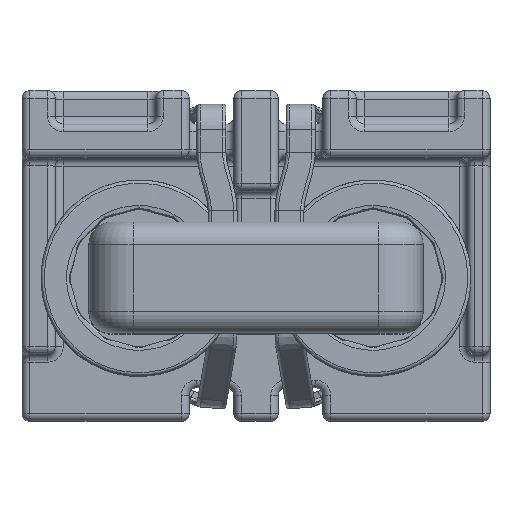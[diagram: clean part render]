
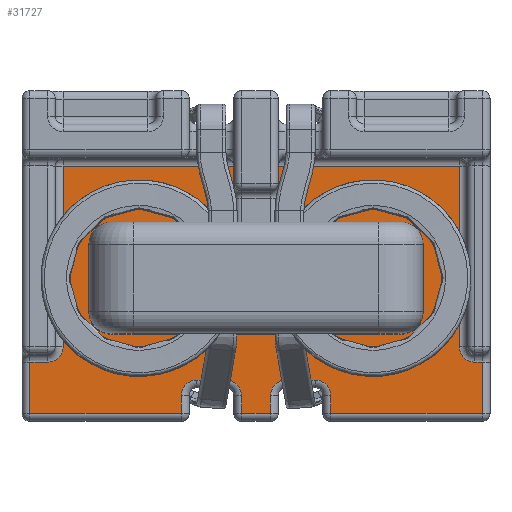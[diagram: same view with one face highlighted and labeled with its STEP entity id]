
A CAD part, top view. The second image highlights one B-rep face of the part: STEP entity #31727.
In plain terms, the highlighted planar face has unit normal (0, 0, 1).
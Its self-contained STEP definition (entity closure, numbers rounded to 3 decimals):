
#30446 = VERTEX_POINT('',#30447);
#30447 = CARTESIAN_POINT('',(-8.651,4.05,4.
    ));
#30454 = EDGE_CURVE('',#30446,#30455,#30457,.T.);
#30455 = VERTEX_POINT('',#30456);
#30456 = CARTESIAN_POINT('',(-8.651,-4.05,
    4.));
#30457 = LINE('',#30458,#30459);
#30458 = CARTESIAN_POINT('',(-8.651,-4.4,
    4.));
#30459 = VECTOR('',#30460,1.);
#30460 = DIRECTION('',(0.,-1.,0.));
#31626 = VERTEX_POINT('',#31627);
#31627 = CARTESIAN_POINT('',(-0.651,-6.25,
    4.));
#31636 = VERTEX_POINT('',#31637);
#31637 = CARTESIAN_POINT('',(-0.651,-7.05,
    4.));
#31644 = EDGE_CURVE('',#31626,#31636,#31645,.T.);
#31645 = LINE('',#31646,#31647);
#31646 = CARTESIAN_POINT('',(-0.651,0.,4.));
#31647 = VECTOR('',#31648,1.);
#31648 = DIRECTION('',(-0.,-1.,-0.));
#31727 = ADVANCED_FACE('',(#31728),#31894,.T.);
#31728 = FACE_BOUND('',#31729,.T.);
#31729 = EDGE_LOOP('',(#31730,#31741,#31749,#31758,#31766,#31774,#31782,
    #31790,#31799,#31807,#31813,#31814,#31823,#31831,#31839,#31847,
    #31855,#31864,#31872,#31879,#31880,#31888));
#31730 = ORIENTED_EDGE('',*,*,#31731,.F.);
#31731 = EDGE_CURVE('',#31732,#31734,#31736,.T.);
#31732 = VERTEX_POINT('',#31733);
#31733 = CARTESIAN_POINT('',(1.349,-5.55,
    4.));
#31734 = VERTEX_POINT('',#31735);
#31735 = CARTESIAN_POINT('',(0.649,-6.25,
    4.));
#31736 = CIRCLE('',#31737,0.7);
#31737 = AXIS2_PLACEMENT_3D('',#31738,#31739,#31740);
#31738 = CARTESIAN_POINT('',(1.349,-6.25,
    4.));
#31739 = DIRECTION('',(0.,0.,1.));
#31740 = DIRECTION('',(1.,0.,0.));
#31741 = ORIENTED_EDGE('',*,*,#31742,.T.);
#31742 = EDGE_CURVE('',#31732,#31743,#31745,.T.);
#31743 = VERTEX_POINT('',#31744);
#31744 = CARTESIAN_POINT('',(2.649,-5.55,
    4.));
#31745 = LINE('',#31746,#31747);
#31746 = CARTESIAN_POINT('',(2.999,-5.55,
    4.));
#31747 = VECTOR('',#31748,1.);
#31748 = DIRECTION('',(1.,0.,0.));
#31749 = ORIENTED_EDGE('',*,*,#31750,.F.);
#31750 = EDGE_CURVE('',#31751,#31743,#31753,.T.);
#31751 = VERTEX_POINT('',#31752);
#31752 = CARTESIAN_POINT('',(3.349,-6.25,
    4.));
#31753 = CIRCLE('',#31754,0.7);
#31754 = AXIS2_PLACEMENT_3D('',#31755,#31756,#31757);
#31755 = CARTESIAN_POINT('',(2.649,-6.25,
    4.));
#31756 = DIRECTION('',(0.,0.,1.));
#31757 = DIRECTION('',(1.,0.,0.));
#31758 = ORIENTED_EDGE('',*,*,#31759,.T.);
#31759 = EDGE_CURVE('',#31751,#31760,#31762,.T.);
#31760 = VERTEX_POINT('',#31761);
#31761 = CARTESIAN_POINT('',(3.349,-7.05,
    4.));
#31762 = LINE('',#31763,#31764);
#31763 = CARTESIAN_POINT('',(3.349,-7.4,
    4.));
#31764 = VECTOR('',#31765,1.);
#31765 = DIRECTION('',(0.,-1.,0.));
#31766 = ORIENTED_EDGE('',*,*,#31767,.T.);
#31767 = EDGE_CURVE('',#31760,#31768,#31770,.T.);
#31768 = VERTEX_POINT('',#31769);
#31769 = CARTESIAN_POINT('',(10.149,-7.05,
    4.));
#31770 = LINE('',#31771,#31772);
#31771 = CARTESIAN_POINT('',(10.499,-7.05,
    4.));
#31772 = VECTOR('',#31773,1.);
#31773 = DIRECTION('',(1.,0.,0.));
#31774 = ORIENTED_EDGE('',*,*,#31775,.T.);
#31775 = EDGE_CURVE('',#31768,#31776,#31778,.T.);
#31776 = VERTEX_POINT('',#31777);
#31777 = CARTESIAN_POINT('',(10.149,-4.75,
    4.));
#31778 = LINE('',#31779,#31780);
#31779 = CARTESIAN_POINT('',(10.149,-4.4,
    4.));
#31780 = VECTOR('',#31781,1.);
#31781 = DIRECTION('',(0.,1.,0.));
#31782 = ORIENTED_EDGE('',*,*,#31783,.T.);
#31783 = EDGE_CURVE('',#31776,#31784,#31786,.T.);
#31784 = VERTEX_POINT('',#31785);
#31785 = CARTESIAN_POINT('',(9.822,-4.75,
    4.));
#31786 = LINE('',#31787,#31788);
#31787 = CARTESIAN_POINT('',(9.472,-4.75,
    4.));
#31788 = VECTOR('',#31789,1.);
#31789 = DIRECTION('',(-1.,0.,0.));
#31790 = ORIENTED_EDGE('',*,*,#31791,.F.);
#31791 = EDGE_CURVE('',#31792,#31784,#31794,.T.);
#31792 = VERTEX_POINT('',#31793);
#31793 = CARTESIAN_POINT('',(9.122,-4.05,
    4.));
#31794 = CIRCLE('',#31795,0.7);
#31795 = AXIS2_PLACEMENT_3D('',#31796,#31797,#31798);
#31796 = CARTESIAN_POINT('',(9.822,-4.05,
    4.));
#31797 = DIRECTION('',(0.,0.,1.));
#31798 = DIRECTION('',(1.,0.,0.));
#31799 = ORIENTED_EDGE('',*,*,#31800,.T.);
#31800 = EDGE_CURVE('',#31792,#31801,#31803,.T.);
#31801 = VERTEX_POINT('',#31802);
#31802 = CARTESIAN_POINT('',(9.122,4.05,4.
    ));
#31803 = LINE('',#31804,#31805);
#31804 = CARTESIAN_POINT('',(9.122,0.,4.));
#31805 = VECTOR('',#31806,1.);
#31806 = DIRECTION('',(0.,1.,0.));
#31807 = ORIENTED_EDGE('',*,*,#31808,.T.);
#31808 = EDGE_CURVE('',#31801,#30446,#31809,.T.);
#31809 = LINE('',#31810,#31811);
#31810 = CARTESIAN_POINT('',(-9.001,4.05,
    4.));
#31811 = VECTOR('',#31812,1.);
#31812 = DIRECTION('',(-1.,0.,0.));
#31813 = ORIENTED_EDGE('',*,*,#30454,.T.);
#31814 = ORIENTED_EDGE('',*,*,#31815,.F.);
#31815 = EDGE_CURVE('',#31816,#30455,#31818,.T.);
#31816 = VERTEX_POINT('',#31817);
#31817 = CARTESIAN_POINT('',(-9.351,-4.75,
    4.));
#31818 = CIRCLE('',#31819,0.7);
#31819 = AXIS2_PLACEMENT_3D('',#31820,#31821,#31822);
#31820 = CARTESIAN_POINT('',(-9.351,-4.05,
    4.));
#31821 = DIRECTION('',(0.,0.,1.));
#31822 = DIRECTION('',(1.,0.,0.));
#31823 = ORIENTED_EDGE('',*,*,#31824,.T.);
#31824 = EDGE_CURVE('',#31816,#31825,#31827,.T.);
#31825 = VERTEX_POINT('',#31826);
#31826 = CARTESIAN_POINT('',(-10.151,-4.75,
    4.));
#31827 = LINE('',#31828,#31829);
#31828 = CARTESIAN_POINT('',(-10.501,-4.75,4.));
#31829 = VECTOR('',#31830,1.);
#31830 = DIRECTION('',(-1.,0.,0.));
#31831 = ORIENTED_EDGE('',*,*,#31832,.T.);
#31832 = EDGE_CURVE('',#31825,#31833,#31835,.T.);
#31833 = VERTEX_POINT('',#31834);
#31834 = CARTESIAN_POINT('',(-10.151,-7.05,
    4.));
#31835 = LINE('',#31836,#31837);
#31836 = CARTESIAN_POINT('',(-10.151,-7.4,
    4.));
#31837 = VECTOR('',#31838,1.);
#31838 = DIRECTION('',(0.,-1.,0.));
#31839 = ORIENTED_EDGE('',*,*,#31840,.T.);
#31840 = EDGE_CURVE('',#31833,#31841,#31843,.T.);
#31841 = VERTEX_POINT('',#31842);
#31842 = CARTESIAN_POINT('',(-3.351,-7.05,
    4.));
#31843 = LINE('',#31844,#31845);
#31844 = CARTESIAN_POINT('',(-3.001,-7.05,
    4.));
#31845 = VECTOR('',#31846,1.);
#31846 = DIRECTION('',(1.,0.,0.));
#31847 = ORIENTED_EDGE('',*,*,#31848,.T.);
#31848 = EDGE_CURVE('',#31841,#31849,#31851,.T.);
#31849 = VERTEX_POINT('',#31850);
#31850 = CARTESIAN_POINT('',(-3.351,-6.25,
    4.));
#31851 = LINE('',#31852,#31853);
#31852 = CARTESIAN_POINT('',(-3.351,-5.9,
    4.));
#31853 = VECTOR('',#31854,1.);
#31854 = DIRECTION('',(0.,1.,0.));
#31855 = ORIENTED_EDGE('',*,*,#31856,.F.);
#31856 = EDGE_CURVE('',#31857,#31849,#31859,.T.);
#31857 = VERTEX_POINT('',#31858);
#31858 = CARTESIAN_POINT('',(-2.651,-5.55,
    4.));
#31859 = CIRCLE('',#31860,0.7);
#31860 = AXIS2_PLACEMENT_3D('',#31861,#31862,#31863);
#31861 = CARTESIAN_POINT('',(-2.651,-6.25,
    4.));
#31862 = DIRECTION('',(0.,0.,1.));
#31863 = DIRECTION('',(1.,0.,0.));
#31864 = ORIENTED_EDGE('',*,*,#31865,.T.);
#31865 = EDGE_CURVE('',#31857,#31866,#31868,.T.);
#31866 = VERTEX_POINT('',#31867);
#31867 = CARTESIAN_POINT('',(-1.351,-5.55,
    4.));
#31868 = LINE('',#31869,#31870);
#31869 = CARTESIAN_POINT('',(-1.001,-5.55,
    4.));
#31870 = VECTOR('',#31871,1.);
#31871 = DIRECTION('',(1.,0.,0.));
#31872 = ORIENTED_EDGE('',*,*,#31873,.F.);
#31873 = EDGE_CURVE('',#31626,#31866,#31874,.T.);
#31874 = CIRCLE('',#31875,0.7);
#31875 = AXIS2_PLACEMENT_3D('',#31876,#31877,#31878);
#31876 = CARTESIAN_POINT('',(-1.351,-6.25,
    4.));
#31877 = DIRECTION('',(0.,0.,1.));
#31878 = DIRECTION('',(1.,0.,0.));
#31879 = ORIENTED_EDGE('',*,*,#31644,.T.);
#31880 = ORIENTED_EDGE('',*,*,#31881,.T.);
#31881 = EDGE_CURVE('',#31636,#31882,#31884,.T.);
#31882 = VERTEX_POINT('',#31883);
#31883 = CARTESIAN_POINT('',(0.649,-7.05,
    4.));
#31884 = LINE('',#31885,#31886);
#31885 = CARTESIAN_POINT('',(0.999,-7.05,
    4.));
#31886 = VECTOR('',#31887,1.);
#31887 = DIRECTION('',(1.,0.,0.));
#31888 = ORIENTED_EDGE('',*,*,#31889,.T.);
#31889 = EDGE_CURVE('',#31882,#31734,#31890,.T.);
#31890 = LINE('',#31891,#31892);
#31891 = CARTESIAN_POINT('',(0.649,-5.9,4.
    ));
#31892 = VECTOR('',#31893,1.);
#31893 = DIRECTION('',(0.,1.,0.));
#31894 = PLANE('',#31895);
#31895 = AXIS2_PLACEMENT_3D('',#31896,#31897,#31898);
#31896 = CARTESIAN_POINT('',(-0.001,0.,4.));
#31897 = DIRECTION('',(0.,0.,1.));
#31898 = DIRECTION('',(1.,0.,0.));
